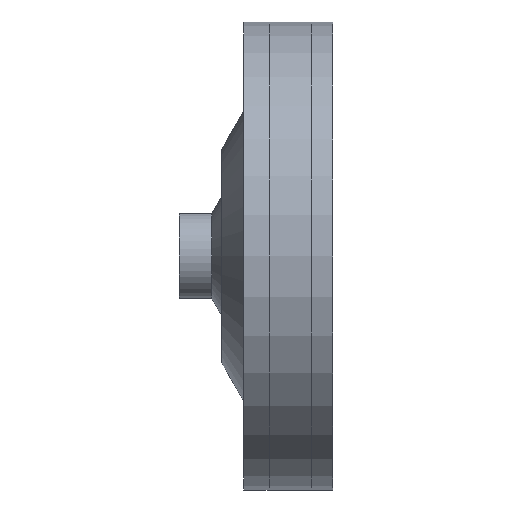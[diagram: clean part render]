
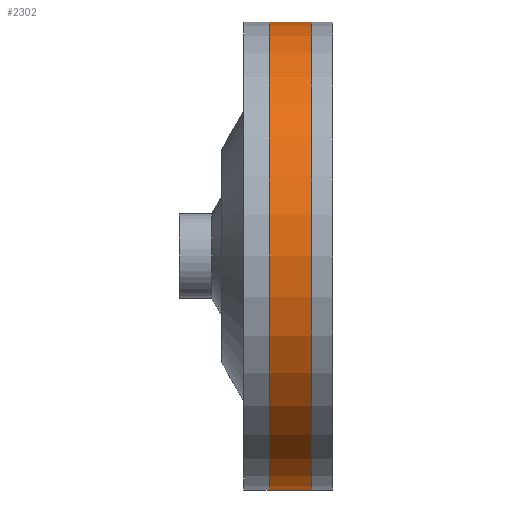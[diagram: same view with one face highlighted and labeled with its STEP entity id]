
A CAD part, left-side view. The second image highlights one B-rep face of the part: STEP entity #2302.
In plain terms, the highlighted cylindrical face has radius 69.85 mm (diameter 139.7 mm), a partial arc.
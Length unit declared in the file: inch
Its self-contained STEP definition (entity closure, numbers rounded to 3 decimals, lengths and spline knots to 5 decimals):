
#628 = VERTEX_POINT ( 'NONE', #10317 ) ;
#1539 = EDGE_CURVE ( 'NONE', #628, #7739, #9178, .T. ) ;
#1825 = ORIENTED_EDGE ( 'NONE', *, *, #2370, .F. ) ;
#1935 = CARTESIAN_POINT ( 'NONE',  ( 0., 0.5, 2.75 ) ) ;
#2072 = VERTEX_POINT ( 'NONE', #1935 ) ;
#2302 = ADVANCED_FACE ( 'NONE', ( #10068 ), #13304, .T. ) ;
#2370 = EDGE_CURVE ( 'NONE', #8893, #2072, #9875, .T. ) ;
#2404 = EDGE_LOOP ( 'NONE', ( #8066, #1825, #2932, #12297 ) ) ;
#2510 = LINE ( 'NONE', #9958, #13706 ) ;
#2932 = ORIENTED_EDGE ( 'NONE', *, *, #7790, .T. ) ;
#2955 = CARTESIAN_POINT ( 'NONE',  ( 0., 0.5, 0. ) ) ;
#3029 = DIRECTION ( 'NONE',  ( 0., 0., 1. ) ) ;
#3417 = CARTESIAN_POINT ( 'NONE',  ( 0., 0., 2.75 ) ) ;
#3766 = DIRECTION ( 'NONE',  ( 0., -1., 0. ) ) ;
#3810 = CARTESIAN_POINT ( 'NONE',  ( 0., 0.5, 0. ) ) ;
#3825 = AXIS2_PLACEMENT_3D ( 'NONE', #2955, #12666, #3029 ) ;
#4013 = AXIS2_PLACEMENT_3D ( 'NONE', #6241, #10544, #6659 ) ;
#4995 = VECTOR ( 'NONE', #3766, 39.37008 ) ;
#6241 = CARTESIAN_POINT ( 'NONE',  ( 0., 0., 0. ) ) ;
#6659 = DIRECTION ( 'NONE',  ( 0., 0., 1. ) ) ;
#6774 = DIRECTION ( 'NONE',  ( 0., -1., 0. ) ) ;
#7160 = EDGE_CURVE ( 'NONE', #2072, #7739, #10372, .T. ) ;
#7739 = VERTEX_POINT ( 'NONE', #3417 ) ;
#7790 = EDGE_CURVE ( 'NONE', #8893, #628, #2510, .T. ) ;
#8066 = ORIENTED_EDGE ( 'NONE', *, *, #7160, .F. ) ;
#8893 = VERTEX_POINT ( 'NONE', #9250 ) ;
#9083 = DIRECTION ( 'NONE',  ( 0., -1., 0. ) ) ;
#9166 = CARTESIAN_POINT ( 'NONE',  ( 0., 0.5, 2.75 ) ) ;
#9178 = CIRCLE ( 'NONE', #4013, 2.75 ) ;
#9250 = CARTESIAN_POINT ( 'NONE',  ( 0., 0.5, -2.75 ) ) ;
#9875 = CIRCLE ( 'NONE', #3825, 2.75 ) ;
#9958 = CARTESIAN_POINT ( 'NONE',  ( 0., 0.5, -2.75 ) ) ;
#10068 = FACE_OUTER_BOUND ( 'NONE', #2404, .T. ) ;
#10317 = CARTESIAN_POINT ( 'NONE',  ( 0., 0., -2.75 ) ) ;
#10372 = LINE ( 'NONE', #9166, #4995 ) ;
#10544 = DIRECTION ( 'NONE',  ( 0., 1., 0. ) ) ;
#12297 = ORIENTED_EDGE ( 'NONE', *, *, #1539, .T. ) ;
#12398 = DIRECTION ( 'NONE',  ( 0., 0., -1. ) ) ;
#12666 = DIRECTION ( 'NONE',  ( 0., 1., 0. ) ) ;
#13304 = CYLINDRICAL_SURFACE ( 'NONE', #13681, 2.75 ) ;
#13681 = AXIS2_PLACEMENT_3D ( 'NONE', #3810, #9083, #12398 ) ;
#13706 = VECTOR ( 'NONE', #6774, 39.37008 ) ;
